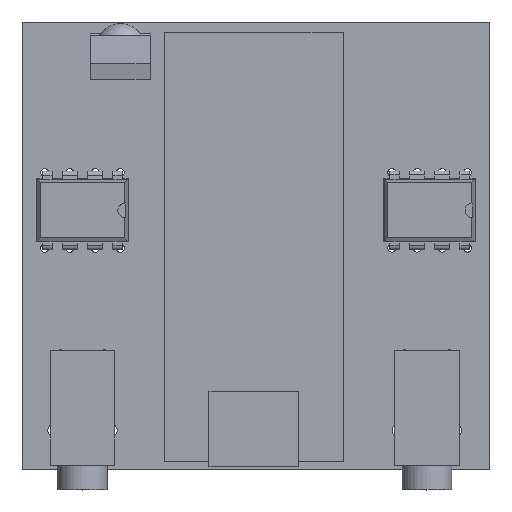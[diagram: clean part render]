
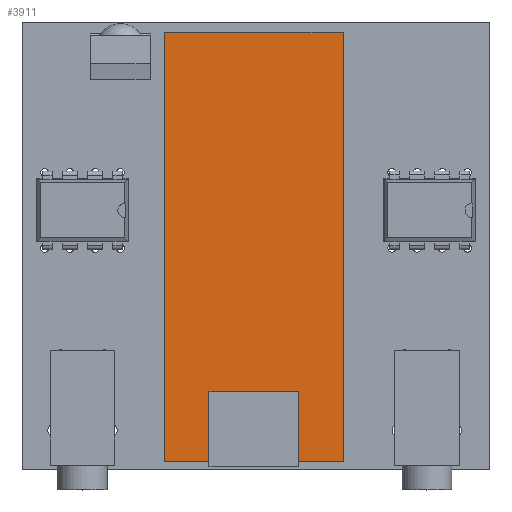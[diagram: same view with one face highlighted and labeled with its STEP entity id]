
A CAD part, top view. The second image highlights one B-rep face of the part: STEP entity #3911.
In plain terms, the highlighted planar face has unit normal (0, 0, 1).
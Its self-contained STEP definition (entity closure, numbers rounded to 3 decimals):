
#3345 = VERTEX_POINT('',#3346);
#3346 = CARTESIAN_POINT('',(0.,9.,1.5));
#3353 = PLANE('',#3354);
#3354 = AXIS2_PLACEMENT_3D('',#3355,#3356,#3357);
#3355 = CARTESIAN_POINT('',(0.,9.,0.));
#3356 = DIRECTION('',(0.,1.,0.));
#3357 = DIRECTION('',(1.,0.,0.));
#3365 = PLANE('',#3366);
#3366 = AXIS2_PLACEMENT_3D('',#3367,#3368,#3369);
#3367 = CARTESIAN_POINT('',(0.,-9.,0.));
#3368 = DIRECTION('',(-1.,0.,0.));
#3369 = DIRECTION('',(0.,1.,0.));
#3377 = EDGE_CURVE('',#3345,#3378,#3380,.T.);
#3378 = VERTEX_POINT('',#3379);
#3379 = CARTESIAN_POINT('',(43.2,9.,1.5));
#3380 = SURFACE_CURVE('',#3381,(#3385,#3392),.PCURVE_S1.);
#3381 = LINE('',#3382,#3383);
#3382 = CARTESIAN_POINT('',(0.,9.,1.5));
#3383 = VECTOR('',#3384,1.);
#3384 = DIRECTION('',(1.,0.,0.));
#3385 = PCURVE('',#3353,#3386);
#3386 = DEFINITIONAL_REPRESENTATION('',(#3387),#3391);
#3387 = LINE('',#3388,#3389);
#3388 = CARTESIAN_POINT('',(0.,-1.5));
#3389 = VECTOR('',#3390,1.);
#3390 = DIRECTION('',(1.,0.));
#3391 = ( GEOMETRIC_REPRESENTATION_CONTEXT(2) 
PARAMETRIC_REPRESENTATION_CONTEXT() REPRESENTATION_CONTEXT('2D SPACE',''
  ) );
#3392 = PCURVE('',#3393,#3398);
#3393 = PLANE('',#3394);
#3394 = AXIS2_PLACEMENT_3D('',#3395,#3396,#3397);
#3395 = CARTESIAN_POINT('',(21.6,0.,1.5));
#3396 = DIRECTION('',(0.,0.,1.));
#3397 = DIRECTION('',(1.,0.,-0.));
#3398 = DEFINITIONAL_REPRESENTATION('',(#3399),#3403);
#3399 = LINE('',#3400,#3401);
#3400 = CARTESIAN_POINT('',(-21.6,9.));
#3401 = VECTOR('',#3402,1.);
#3402 = DIRECTION('',(1.,0.));
#3403 = ( GEOMETRIC_REPRESENTATION_CONTEXT(2) 
PARAMETRIC_REPRESENTATION_CONTEXT() REPRESENTATION_CONTEXT('2D SPACE',''
  ) );
#3421 = PLANE('',#3422);
#3422 = AXIS2_PLACEMENT_3D('',#3423,#3424,#3425);
#3423 = CARTESIAN_POINT('',(43.2,9.,0.));
#3424 = DIRECTION('',(1.,0.,0.));
#3425 = DIRECTION('',(0.,-1.,0.));
#3465 = VERTEX_POINT('',#3466);
#3466 = CARTESIAN_POINT('',(0.,-9.,1.5));
#3480 = PLANE('',#3481);
#3481 = AXIS2_PLACEMENT_3D('',#3482,#3483,#3484);
#3482 = CARTESIAN_POINT('',(43.2,-9.,0.));
#3483 = DIRECTION('',(0.,-1.,0.));
#3484 = DIRECTION('',(-1.,0.,0.));
#3492 = EDGE_CURVE('',#3465,#3493,#3495,.T.);
#3493 = VERTEX_POINT('',#3494);
#3494 = CARTESIAN_POINT('',(0.,-4.5,1.5));
#3495 = SURFACE_CURVE('',#3496,(#3500,#3507),.PCURVE_S1.);
#3496 = LINE('',#3497,#3498);
#3497 = CARTESIAN_POINT('',(0.,-9.,1.5));
#3498 = VECTOR('',#3499,1.);
#3499 = DIRECTION('',(0.,1.,0.));
#3500 = PCURVE('',#3365,#3501);
#3501 = DEFINITIONAL_REPRESENTATION('',(#3502),#3506);
#3502 = LINE('',#3503,#3504);
#3503 = CARTESIAN_POINT('',(0.,-1.5));
#3504 = VECTOR('',#3505,1.);
#3505 = DIRECTION('',(1.,0.));
#3506 = ( GEOMETRIC_REPRESENTATION_CONTEXT(2) 
PARAMETRIC_REPRESENTATION_CONTEXT() REPRESENTATION_CONTEXT('2D SPACE',''
  ) );
#3507 = PCURVE('',#3393,#3508);
#3508 = DEFINITIONAL_REPRESENTATION('',(#3509),#3513);
#3509 = LINE('',#3510,#3511);
#3510 = CARTESIAN_POINT('',(-21.6,-9.));
#3511 = VECTOR('',#3512,1.);
#3512 = DIRECTION('',(0.,1.));
#3513 = ( GEOMETRIC_REPRESENTATION_CONTEXT(2) 
PARAMETRIC_REPRESENTATION_CONTEXT() REPRESENTATION_CONTEXT('2D SPACE',''
  ) );
#3516 = VERTEX_POINT('',#3517);
#3517 = CARTESIAN_POINT('',(0.,4.5,1.5));
#3543 = EDGE_CURVE('',#3516,#3345,#3544,.T.);
#3544 = SURFACE_CURVE('',#3545,(#3549,#3556),.PCURVE_S1.);
#3545 = LINE('',#3546,#3547);
#3546 = CARTESIAN_POINT('',(0.,-9.,1.5));
#3547 = VECTOR('',#3548,1.);
#3548 = DIRECTION('',(0.,1.,0.));
#3549 = PCURVE('',#3365,#3550);
#3550 = DEFINITIONAL_REPRESENTATION('',(#3551),#3555);
#3551 = LINE('',#3552,#3553);
#3552 = CARTESIAN_POINT('',(0.,-1.5));
#3553 = VECTOR('',#3554,1.);
#3554 = DIRECTION('',(1.,0.));
#3555 = ( GEOMETRIC_REPRESENTATION_CONTEXT(2) 
PARAMETRIC_REPRESENTATION_CONTEXT() REPRESENTATION_CONTEXT('2D SPACE',''
  ) );
#3556 = PCURVE('',#3393,#3557);
#3557 = DEFINITIONAL_REPRESENTATION('',(#3558),#3562);
#3558 = LINE('',#3559,#3560);
#3559 = CARTESIAN_POINT('',(-21.6,-9.));
#3560 = VECTOR('',#3561,1.);
#3561 = DIRECTION('',(0.,1.));
#3562 = ( GEOMETRIC_REPRESENTATION_CONTEXT(2) 
PARAMETRIC_REPRESENTATION_CONTEXT() REPRESENTATION_CONTEXT('2D SPACE',''
  ) );
#3590 = EDGE_CURVE('',#3378,#3591,#3593,.T.);
#3591 = VERTEX_POINT('',#3592);
#3592 = CARTESIAN_POINT('',(43.2,-9.,1.5));
#3593 = SURFACE_CURVE('',#3594,(#3598,#3605),.PCURVE_S1.);
#3594 = LINE('',#3595,#3596);
#3595 = CARTESIAN_POINT('',(43.2,9.,1.5));
#3596 = VECTOR('',#3597,1.);
#3597 = DIRECTION('',(0.,-1.,0.));
#3598 = PCURVE('',#3421,#3599);
#3599 = DEFINITIONAL_REPRESENTATION('',(#3600),#3604);
#3600 = LINE('',#3601,#3602);
#3601 = CARTESIAN_POINT('',(0.,-1.5));
#3602 = VECTOR('',#3603,1.);
#3603 = DIRECTION('',(1.,0.));
#3604 = ( GEOMETRIC_REPRESENTATION_CONTEXT(2) 
PARAMETRIC_REPRESENTATION_CONTEXT() REPRESENTATION_CONTEXT('2D SPACE',''
  ) );
#3605 = PCURVE('',#3393,#3606);
#3606 = DEFINITIONAL_REPRESENTATION('',(#3607),#3611);
#3607 = LINE('',#3608,#3609);
#3608 = CARTESIAN_POINT('',(21.6,9.));
#3609 = VECTOR('',#3610,1.);
#3610 = DIRECTION('',(0.,-1.));
#3611 = ( GEOMETRIC_REPRESENTATION_CONTEXT(2) 
PARAMETRIC_REPRESENTATION_CONTEXT() REPRESENTATION_CONTEXT('2D SPACE',''
  ) );
#3911 = ADVANCED_FACE('',(#3912),#3393,.T.);
#3912 = FACE_BOUND('',#3913,.T.);
#3913 = EDGE_LOOP('',(#3914,#3915,#3916,#3944,#3972,#3998,#3999,#4020));
#3914 = ORIENTED_EDGE('',*,*,#3377,.F.);
#3915 = ORIENTED_EDGE('',*,*,#3543,.F.);
#3916 = ORIENTED_EDGE('',*,*,#3917,.T.);
#3917 = EDGE_CURVE('',#3516,#3918,#3920,.T.);
#3918 = VERTEX_POINT('',#3919);
#3919 = CARTESIAN_POINT('',(7.,4.5,1.5));
#3920 = SURFACE_CURVE('',#3921,(#3925,#3932),.PCURVE_S1.);
#3921 = LINE('',#3922,#3923);
#3922 = CARTESIAN_POINT('',(-0.5,4.5,1.5));
#3923 = VECTOR('',#3924,1.);
#3924 = DIRECTION('',(1.,0.,0.));
#3925 = PCURVE('',#3393,#3926);
#3926 = DEFINITIONAL_REPRESENTATION('',(#3927),#3931);
#3927 = LINE('',#3928,#3929);
#3928 = CARTESIAN_POINT('',(-22.1,4.5));
#3929 = VECTOR('',#3930,1.);
#3930 = DIRECTION('',(1.,0.));
#3931 = ( GEOMETRIC_REPRESENTATION_CONTEXT(2) 
PARAMETRIC_REPRESENTATION_CONTEXT() REPRESENTATION_CONTEXT('2D SPACE',''
  ) );
#3932 = PCURVE('',#3933,#3938);
#3933 = PLANE('',#3934);
#3934 = AXIS2_PLACEMENT_3D('',#3935,#3936,#3937);
#3935 = CARTESIAN_POINT('',(-0.5,4.5,1.5));
#3936 = DIRECTION('',(0.,1.,0.));
#3937 = DIRECTION('',(1.,0.,0.));
#3938 = DEFINITIONAL_REPRESENTATION('',(#3939),#3943);
#3939 = LINE('',#3940,#3941);
#3940 = CARTESIAN_POINT('',(0.,0.));
#3941 = VECTOR('',#3942,1.);
#3942 = DIRECTION('',(1.,0.));
#3943 = ( GEOMETRIC_REPRESENTATION_CONTEXT(2) 
PARAMETRIC_REPRESENTATION_CONTEXT() REPRESENTATION_CONTEXT('2D SPACE',''
  ) );
#3944 = ORIENTED_EDGE('',*,*,#3945,.T.);
#3945 = EDGE_CURVE('',#3918,#3946,#3948,.T.);
#3946 = VERTEX_POINT('',#3947);
#3947 = CARTESIAN_POINT('',(7.,-4.5,1.5));
#3948 = SURFACE_CURVE('',#3949,(#3953,#3960),.PCURVE_S1.);
#3949 = LINE('',#3950,#3951);
#3950 = CARTESIAN_POINT('',(7.,4.5,1.5));
#3951 = VECTOR('',#3952,1.);
#3952 = DIRECTION('',(0.,-1.,0.));
#3953 = PCURVE('',#3393,#3954);
#3954 = DEFINITIONAL_REPRESENTATION('',(#3955),#3959);
#3955 = LINE('',#3956,#3957);
#3956 = CARTESIAN_POINT('',(-14.6,4.5));
#3957 = VECTOR('',#3958,1.);
#3958 = DIRECTION('',(0.,-1.));
#3959 = ( GEOMETRIC_REPRESENTATION_CONTEXT(2) 
PARAMETRIC_REPRESENTATION_CONTEXT() REPRESENTATION_CONTEXT('2D SPACE',''
  ) );
#3960 = PCURVE('',#3961,#3966);
#3961 = PLANE('',#3962);
#3962 = AXIS2_PLACEMENT_3D('',#3963,#3964,#3965);
#3963 = CARTESIAN_POINT('',(7.,4.5,1.5));
#3964 = DIRECTION('',(1.,0.,0.));
#3965 = DIRECTION('',(0.,-1.,0.));
#3966 = DEFINITIONAL_REPRESENTATION('',(#3967),#3971);
#3967 = LINE('',#3968,#3969);
#3968 = CARTESIAN_POINT('',(0.,0.));
#3969 = VECTOR('',#3970,1.);
#3970 = DIRECTION('',(1.,0.));
#3971 = ( GEOMETRIC_REPRESENTATION_CONTEXT(2) 
PARAMETRIC_REPRESENTATION_CONTEXT() REPRESENTATION_CONTEXT('2D SPACE',''
  ) );
#3972 = ORIENTED_EDGE('',*,*,#3973,.T.);
#3973 = EDGE_CURVE('',#3946,#3493,#3974,.T.);
#3974 = SURFACE_CURVE('',#3975,(#3979,#3986),.PCURVE_S1.);
#3975 = LINE('',#3976,#3977);
#3976 = CARTESIAN_POINT('',(7.,-4.5,1.5));
#3977 = VECTOR('',#3978,1.);
#3978 = DIRECTION('',(-1.,0.,0.));
#3979 = PCURVE('',#3393,#3980);
#3980 = DEFINITIONAL_REPRESENTATION('',(#3981),#3985);
#3981 = LINE('',#3982,#3983);
#3982 = CARTESIAN_POINT('',(-14.6,-4.5));
#3983 = VECTOR('',#3984,1.);
#3984 = DIRECTION('',(-1.,0.));
#3985 = ( GEOMETRIC_REPRESENTATION_CONTEXT(2) 
PARAMETRIC_REPRESENTATION_CONTEXT() REPRESENTATION_CONTEXT('2D SPACE',''
  ) );
#3986 = PCURVE('',#3987,#3992);
#3987 = PLANE('',#3988);
#3988 = AXIS2_PLACEMENT_3D('',#3989,#3990,#3991);
#3989 = CARTESIAN_POINT('',(7.,-4.5,1.5));
#3990 = DIRECTION('',(0.,-1.,0.));
#3991 = DIRECTION('',(-1.,0.,0.));
#3992 = DEFINITIONAL_REPRESENTATION('',(#3993),#3997);
#3993 = LINE('',#3994,#3995);
#3994 = CARTESIAN_POINT('',(0.,-0.));
#3995 = VECTOR('',#3996,1.);
#3996 = DIRECTION('',(1.,0.));
#3997 = ( GEOMETRIC_REPRESENTATION_CONTEXT(2) 
PARAMETRIC_REPRESENTATION_CONTEXT() REPRESENTATION_CONTEXT('2D SPACE',''
  ) );
#3998 = ORIENTED_EDGE('',*,*,#3492,.F.);
#3999 = ORIENTED_EDGE('',*,*,#4000,.F.);
#4000 = EDGE_CURVE('',#3591,#3465,#4001,.T.);
#4001 = SURFACE_CURVE('',#4002,(#4006,#4013),.PCURVE_S1.);
#4002 = LINE('',#4003,#4004);
#4003 = CARTESIAN_POINT('',(43.2,-9.,1.5));
#4004 = VECTOR('',#4005,1.);
#4005 = DIRECTION('',(-1.,0.,0.));
#4006 = PCURVE('',#3393,#4007);
#4007 = DEFINITIONAL_REPRESENTATION('',(#4008),#4012);
#4008 = LINE('',#4009,#4010);
#4009 = CARTESIAN_POINT('',(21.6,-9.));
#4010 = VECTOR('',#4011,1.);
#4011 = DIRECTION('',(-1.,0.));
#4012 = ( GEOMETRIC_REPRESENTATION_CONTEXT(2) 
PARAMETRIC_REPRESENTATION_CONTEXT() REPRESENTATION_CONTEXT('2D SPACE',''
  ) );
#4013 = PCURVE('',#3480,#4014);
#4014 = DEFINITIONAL_REPRESENTATION('',(#4015),#4019);
#4015 = LINE('',#4016,#4017);
#4016 = CARTESIAN_POINT('',(0.,-1.5));
#4017 = VECTOR('',#4018,1.);
#4018 = DIRECTION('',(1.,0.));
#4019 = ( GEOMETRIC_REPRESENTATION_CONTEXT(2) 
PARAMETRIC_REPRESENTATION_CONTEXT() REPRESENTATION_CONTEXT('2D SPACE',''
  ) );
#4020 = ORIENTED_EDGE('',*,*,#3590,.F.);
